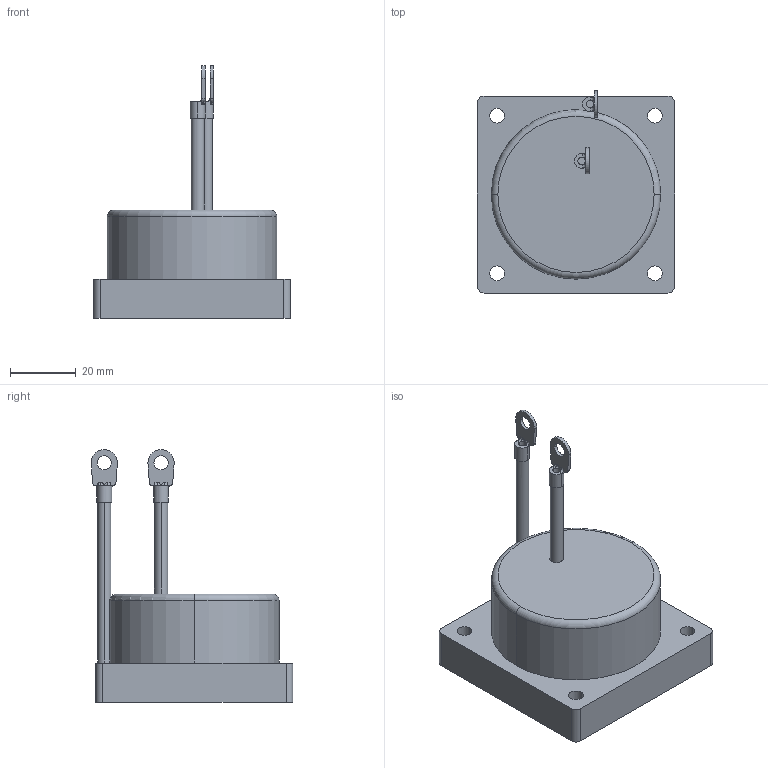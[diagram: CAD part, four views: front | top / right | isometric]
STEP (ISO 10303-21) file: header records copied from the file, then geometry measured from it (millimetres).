
FILE_DESCRIPTION (( 'STEP AP214' ), '1' );
FILE_NAME ('PFC-001.STEP', '2019-03-08T06:51:24', ( '' ), ( '' ), 'SwSTEP 2.0', 'SolidWorks 2018', '' );
FILE_SCHEMA (( 'AUTOMOTIVE_DESIGN' ));
Length unit declared in the file: millimetre
Products named in the file (1): PFC-001
Bounding box: 60 x 61.44 x 77 mm (x, y, z)
Volume: 87343.9 mm3; surface area: 19586.4 mm2
Topology: 4 solids, 4 shells, 83 faces, 216 edges, 136 vertices
Faces by surface type: cylinder 41, plane 26, bspline 10, torus 6
Entity records: 3067 total; most frequent: CARTESIAN_POINT 949, DIRECTION 442, ORIENTED_EDGE 424, EDGE_CURVE 212, AXIS2_PLACEMENT_3D 179, VERTEX_POINT 136, CIRCLE 105, EDGE_LOOP 98
